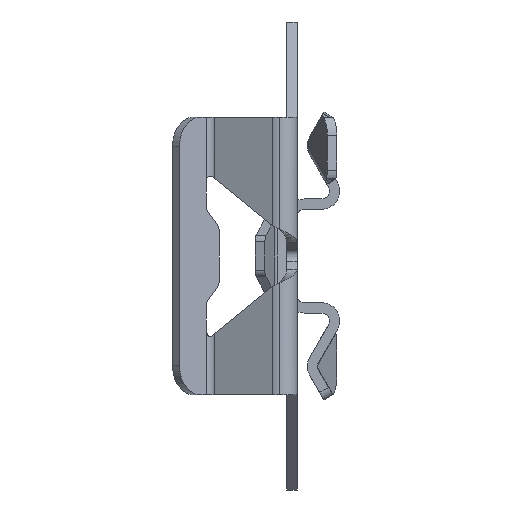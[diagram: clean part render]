
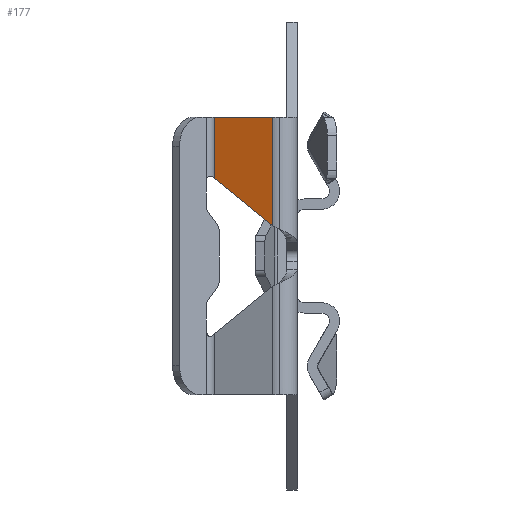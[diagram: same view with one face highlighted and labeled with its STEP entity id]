
A CAD part, left-side view. The second image highlights one B-rep face of the part: STEP entity #177.
In plain terms, the highlighted planar face has unit normal (-0.92, 0.393, 0).
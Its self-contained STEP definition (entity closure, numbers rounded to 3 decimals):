
#18 = VECTOR ( 'NONE', #895, 1000. ) ;
#110 = LINE ( 'NONE', #418, #18 ) ;
#177 = ADVANCED_FACE ( 'NONE', ( #3493 ), #3076, .T. ) ;
#418 = CARTESIAN_POINT ( 'NONE',  ( -31.506, 1.671, 16. ) ) ;
#616 = CARTESIAN_POINT ( 'NONE',  ( -29.802, 5.66, 16. ) ) ;
#895 = DIRECTION ( 'NONE',  ( 0., 0., -1. ) ) ;
#1109 = LINE ( 'NONE', #5153, #1163 ) ;
#1163 = VECTOR ( 'NONE', #5112, 1000. ) ;
#1431 = CARTESIAN_POINT ( 'NONE',  ( -31.506, 1.671, 9.5 ) ) ;
#1598 = AXIS2_PLACEMENT_3D ( 'NONE', #3007, #3088, #3096 ) ;
#1986 = VECTOR ( 'NONE', #5485, 1000. ) ;
#2055 = LINE ( 'NONE', #616, #1986 ) ;
#2113 = CARTESIAN_POINT ( 'NONE',  ( -29.802, 5.66, 5.319 ) ) ;
#2251 = EDGE_CURVE ( 'NONE', #5619, #4718, #1109, .T. ) ;
#3007 = CARTESIAN_POINT ( 'NONE',  ( -32.22, 0., 16. ) ) ;
#3076 = PLANE ( 'NONE',  #1598 ) ;
#3088 = DIRECTION ( 'NONE',  ( -0.92, 0.393, 0. ) ) ;
#3096 = DIRECTION ( 'NONE',  ( -0.393, -0.92, 0. ) ) ;
#3374 = CARTESIAN_POINT ( 'NONE',  ( -29.802, 5.66, 9.5 ) ) ;
#3493 = FACE_OUTER_BOUND ( 'NONE', #5877, .T. ) ;
#3588 = CARTESIAN_POINT ( 'NONE',  ( -32.262, -0.099, 9.5 ) ) ;
#4526 = VERTEX_POINT ( 'NONE', #3374 ) ;
#4578 = DIRECTION ( 'NONE',  ( 0.393, 0.92, 0. ) ) ;
#4666 = ORIENTED_EDGE ( 'NONE', *, *, #5246, .F. ) ;
#4677 = ORIENTED_EDGE ( 'NONE', *, *, #2251, .T. ) ;
#4718 = VERTEX_POINT ( 'NONE', #5900 ) ;
#4724 = ORIENTED_EDGE ( 'NONE', *, *, #5578, .T. ) ;
#4730 = ORIENTED_EDGE ( 'NONE', *, *, #6320, .T. ) ;
#5112 = DIRECTION ( 'NONE',  ( -0.314, -0.736, -0.6 ) ) ;
#5153 = CARTESIAN_POINT ( 'NONE',  ( -26.371, 13.693, 11.87 ) ) ;
#5246 = EDGE_CURVE ( 'NONE', #5347, #4718, #110, .T. ) ;
#5347 = VERTEX_POINT ( 'NONE', #1431 ) ;
#5485 = DIRECTION ( 'NONE',  ( 0., 0., -1. ) ) ;
#5501 = VECTOR ( 'NONE', #4578, 1000. ) ;
#5578 = EDGE_CURVE ( 'NONE', #4526, #5619, #2055, .T. ) ;
#5619 = VERTEX_POINT ( 'NONE', #2113 ) ;
#5804 = LINE ( 'NONE', #3588, #5501 ) ;
#5877 = EDGE_LOOP ( 'NONE', ( #4730, #4724, #4677, #4666 ) ) ;
#5900 = CARTESIAN_POINT ( 'NONE',  ( -31.506, 1.671, 2.066 ) ) ;
#6320 = EDGE_CURVE ( 'NONE', #5347, #4526, #5804, .T. ) ;
